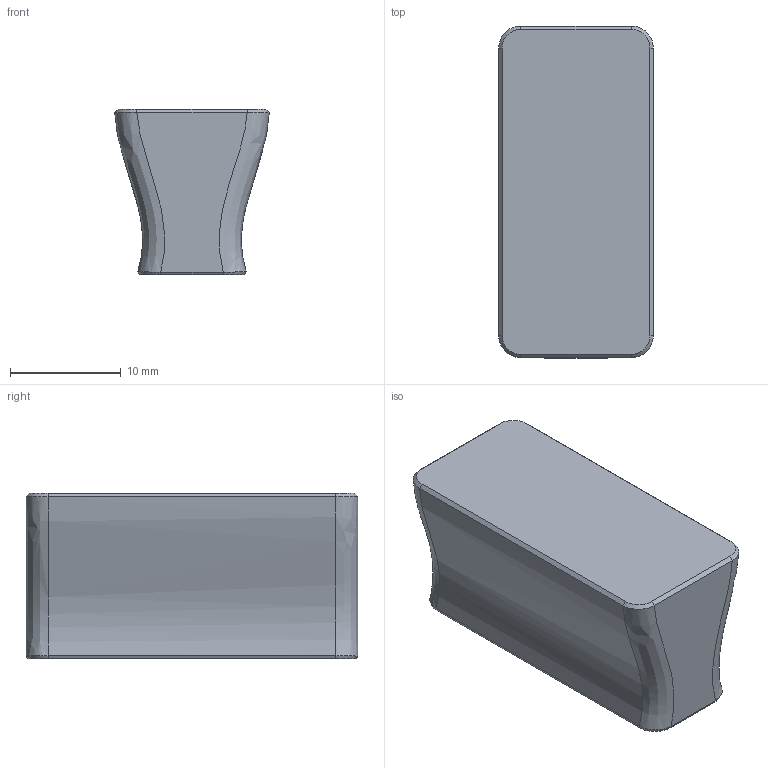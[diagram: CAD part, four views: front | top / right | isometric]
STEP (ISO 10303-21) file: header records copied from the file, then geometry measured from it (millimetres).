
FILE_DESCRIPTION (( 'STEP AP203' ), '1' );
FILE_NAME ('藷參忒.STEP', '2024-01-18T12:09:45', ( 'Leo' ), ( '' ), 'SwSTEP 2.0', 'SolidWorks 2022', '' );
FILE_SCHEMA (( 'CONFIG_CONTROL_DESIGN' ));
Length unit declared in the file: millimetre
Products named in the file (1): 门把手
Bounding box: 13.98 x 30 x 15 mm (x, y, z)
Volume: 4611.3 mm3; surface area: 2164.1 mm2
Topology: 1 solids, 1 shells, 36 faces, 76 edges, 44 vertices
Faces by surface type: bspline 14, plane 14, cone 4, cylinder 4
Entity records: 2737 total; most frequent: CARTESIAN_POINT 2011, ORIENTED_EDGE 152, DIRECTION 94, EDGE_CURVE 76, VERTEX_POINT 44, B_SPLINE_CURVE_WITH_KNOTS 40, EDGE_LOOP 38, ADVANCED_FACE 36
